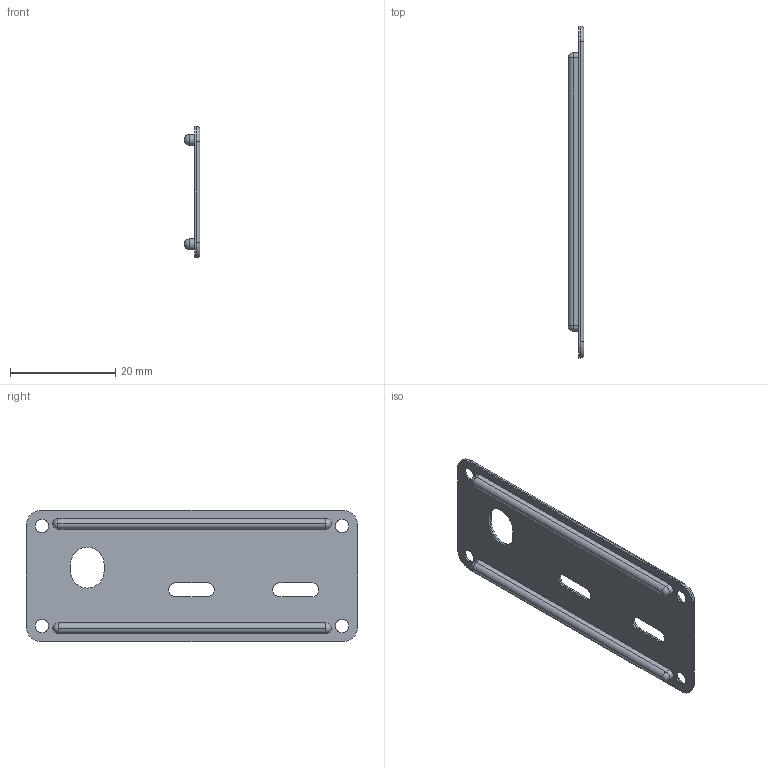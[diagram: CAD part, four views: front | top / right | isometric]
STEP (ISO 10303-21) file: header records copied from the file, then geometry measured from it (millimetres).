
FILE_DESCRIPTION(('FreeCAD Model'),'2;1');
FILE_NAME('Open CASCADE Shape Model','2025-06-11T15:14:04',(''),(''), 'Open CASCADE STEP processor 7.8','FreeCAD','Unknown');
FILE_SCHEMA(('AUTOMOTIVE_DESIGN { 1 0 10303 214 1 1 1 1 }'));
Length unit declared in the file: millimetre
Products named in the file (2): Back; Body003
Assembly tree (1 placements, depth 2):
  Back
    Body003
Bounding box: 3 x 63 x 25 mm (x, y, z)
Volume: 1802.6 mm3; surface area: 3450 mm2
Topology: 1 solids, 1 shells, 68 faces, 160 edges, 92 vertices
Faces by surface type: cylinder 32, plane 18, torus 10, cone 4, sphere 4
Full cylindrical faces by diameter (mm): 2.5 x4
Entity records: 1978 total; most frequent: DIRECTION 374, CARTESIAN_POINT 318, ORIENTED_EDGE 312, EDGE_CURVE 156, AXIS2_PLACEMENT_3D 148, VERTEX_POINT 92, FACE_BOUND 84, EDGE_LOOP 84
